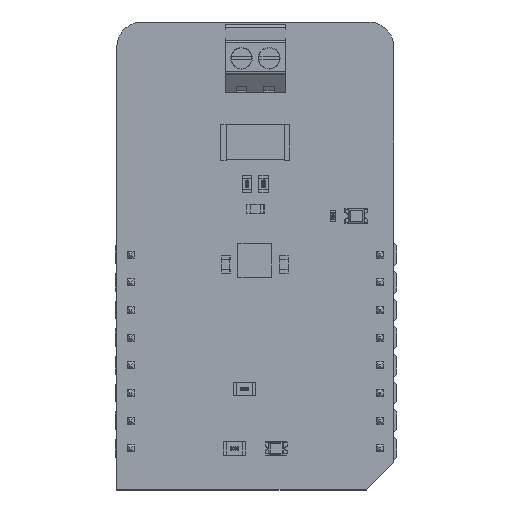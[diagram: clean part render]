
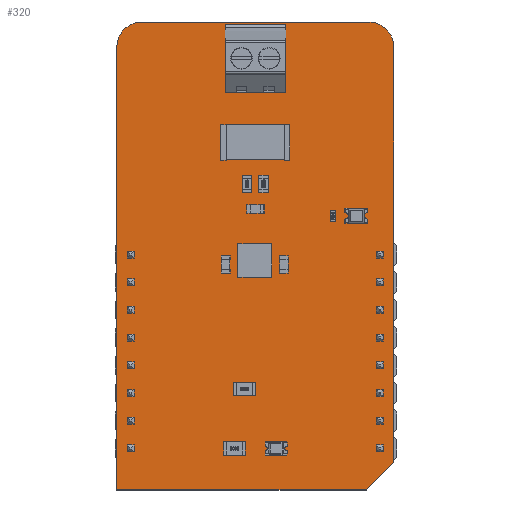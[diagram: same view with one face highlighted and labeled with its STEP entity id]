
A CAD part, top view. The second image highlights one B-rep face of the part: STEP entity #320.
In plain terms, the highlighted planar face has unit normal (0, 0, 1).
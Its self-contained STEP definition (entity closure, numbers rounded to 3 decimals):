
#91 = VERTEX_POINT('',#92);
#92 = CARTESIAN_POINT('',(-1.27,-3.81,0.));
#98 = EDGE_CURVE('',#91,#99,#101,.T.);
#99 = VERTEX_POINT('',#100);
#100 = CARTESIAN_POINT('',(-1.27,36.83,0.));
#101 = LINE('',#102,#103);
#102 = CARTESIAN_POINT('',(-1.27,-3.81,0.));
#103 = VECTOR('',#104,1.);
#104 = DIRECTION('',(0.,1.,0.));
#129 = EDGE_CURVE('',#99,#130,#132,.T.);
#130 = VERTEX_POINT('',#131);
#131 = CARTESIAN_POINT('',(1.016,39.116,0.));
#132 = CIRCLE('',#133,2.288);
#133 = AXIS2_PLACEMENT_3D('',#134,#135,#136);
#134 = CARTESIAN_POINT('',(1.018,36.828,0.));
#135 = DIRECTION('',(0.,0.,-1.));
#136 = DIRECTION('',(-1.,0.001,0.));
#162 = EDGE_CURVE('',#130,#163,#165,.T.);
#163 = VERTEX_POINT('',#164);
#164 = CARTESIAN_POINT('',(21.844,39.116,0.));
#165 = LINE('',#166,#167);
#166 = CARTESIAN_POINT('',(1.016,39.116,0.));
#167 = VECTOR('',#168,1.);
#168 = DIRECTION('',(1.,0.,0.));
#193 = EDGE_CURVE('',#163,#194,#196,.T.);
#194 = VERTEX_POINT('',#195);
#195 = CARTESIAN_POINT('',(24.13,36.83,0.));
#196 = CIRCLE('',#197,2.288);
#197 = AXIS2_PLACEMENT_3D('',#198,#199,#200);
#198 = CARTESIAN_POINT('',(21.842,36.828,0.));
#199 = DIRECTION('',(0.,0.,-1.));
#200 = DIRECTION('',(0.001,1.,0.));
#226 = EDGE_CURVE('',#194,#227,#229,.T.);
#227 = VERTEX_POINT('',#228);
#228 = CARTESIAN_POINT('',(24.13,-1.27,0.));
#229 = LINE('',#230,#231);
#230 = CARTESIAN_POINT('',(24.13,36.83,0.));
#231 = VECTOR('',#232,1.);
#232 = DIRECTION('',(0.,-1.,0.));
#257 = EDGE_CURVE('',#227,#258,#260,.T.);
#258 = VERTEX_POINT('',#259);
#259 = CARTESIAN_POINT('',(21.59,-3.81,0.));
#260 = LINE('',#261,#262);
#261 = CARTESIAN_POINT('',(24.13,-1.27,0.));
#262 = VECTOR('',#263,1.);
#263 = DIRECTION('',(-0.707,-0.707,0.));
#288 = EDGE_CURVE('',#258,#91,#289,.T.);
#289 = LINE('',#290,#291);
#290 = CARTESIAN_POINT('',(21.59,-3.81,0.));
#291 = VECTOR('',#292,1.);
#292 = DIRECTION('',(-1.,0.,0.));
#320 = ADVANCED_FACE('',(#321),#330,.T.);
#321 = FACE_BOUND('',#322,.F.);
#322 = EDGE_LOOP('',(#323,#324,#325,#326,#327,#328,#329));
#323 = ORIENTED_EDGE('',*,*,#98,.T.);
#324 = ORIENTED_EDGE('',*,*,#129,.T.);
#325 = ORIENTED_EDGE('',*,*,#162,.T.);
#326 = ORIENTED_EDGE('',*,*,#193,.T.);
#327 = ORIENTED_EDGE('',*,*,#226,.T.);
#328 = ORIENTED_EDGE('',*,*,#257,.T.);
#329 = ORIENTED_EDGE('',*,*,#288,.T.);
#330 = PLANE('',#331);
#331 = AXIS2_PLACEMENT_3D('',#332,#333,#334);
#332 = CARTESIAN_POINT('',(-1.27,-3.81,0.));
#333 = DIRECTION('',(0.,0.,1.));
#334 = DIRECTION('',(1.,0.,0.));
